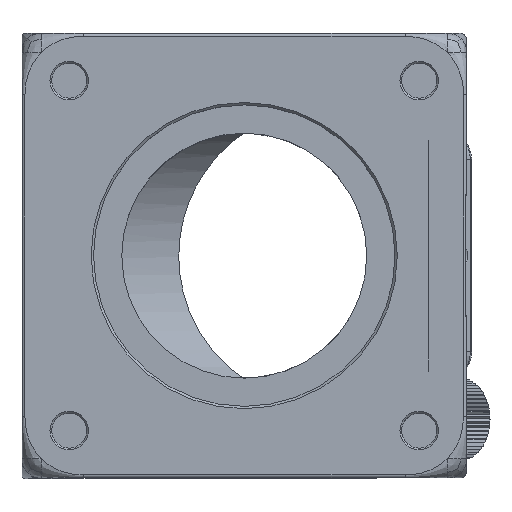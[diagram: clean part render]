
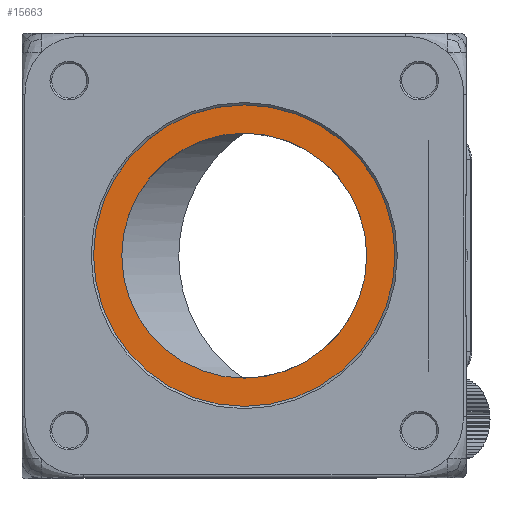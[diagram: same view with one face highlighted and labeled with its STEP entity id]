
A CAD part, top view. The second image highlights one B-rep face of the part: STEP entity #15663.
In plain terms, the highlighted planar face has unit normal (0, 0, 1).
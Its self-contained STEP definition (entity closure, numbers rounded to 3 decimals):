
#604 = AXIS2_PLACEMENT_3D ( 'NONE', #8421, #16917, #22259 ) ;
#2831 = EDGE_CURVE ( 'NONE', #6266, #6266, #3885, .T. ) ;
#3885 = CIRCLE ( 'NONE', #4478, 21. ) ;
#4478 = AXIS2_PLACEMENT_3D ( 'NONE', #30009, #29833, #4728 ) ;
#4728 = DIRECTION ( 'NONE',  ( 1., 0., 0. ) ) ;
#6266 = VERTEX_POINT ( 'NONE', #17522 ) ;
#6507 = CIRCLE ( 'NONE', #604, 26.1 ) ;
#6671 = VERTEX_POINT ( 'NONE', #17926 ) ;
#8421 = CARTESIAN_POINT ( 'NONE',  ( 0., 38.1, 33.1 ) ) ;
#8693 = ORIENTED_EDGE ( 'NONE', *, *, #2831, .T. ) ;
#10313 = PLANE ( 'NONE',  #33248 ) ;
#15663 = ADVANCED_FACE ( 'NONE', ( #15831, #35575 ), #10313, .T. ) ;
#15831 = FACE_OUTER_BOUND ( 'NONE', #30672, .T. ) ;
#16917 = DIRECTION ( 'NONE',  ( 0., 0., 1. ) ) ;
#17522 = CARTESIAN_POINT ( 'NONE',  ( 21., 38.1, 33.1 ) ) ;
#17926 = CARTESIAN_POINT ( 'NONE',  ( -26.1, 38.1, 33.1 ) ) ;
#20803 = DIRECTION ( 'NONE',  ( 1., 0., 0. ) ) ;
#21558 = CARTESIAN_POINT ( 'NONE',  ( 0., 38.1, 33.1 ) ) ;
#22259 = DIRECTION ( 'NONE',  ( -1., 0., 0. ) ) ;
#22374 = EDGE_LOOP ( 'NONE', ( #8693 ) ) ;
#23568 = DIRECTION ( 'NONE',  ( 0., 0., 1. ) ) ;
#29572 = ORIENTED_EDGE ( 'NONE', *, *, #29668, .T. ) ;
#29668 = EDGE_CURVE ( 'NONE', #6671, #6671, #6507, .T. ) ;
#29833 = DIRECTION ( 'NONE',  ( 0., 0., -1. ) ) ;
#30009 = CARTESIAN_POINT ( 'NONE',  ( 0., 38.1, 33.1 ) ) ;
#30672 = EDGE_LOOP ( 'NONE', ( #29572 ) ) ;
#33248 = AXIS2_PLACEMENT_3D ( 'NONE', #21558, #23568, #20803 ) ;
#35575 = FACE_BOUND ( 'NONE', #22374, .T. ) ;
